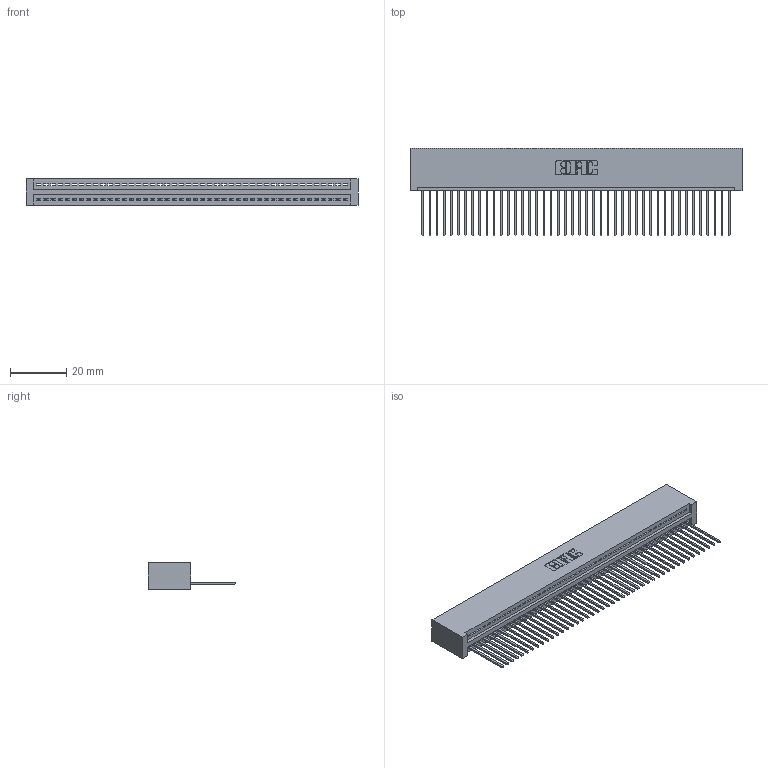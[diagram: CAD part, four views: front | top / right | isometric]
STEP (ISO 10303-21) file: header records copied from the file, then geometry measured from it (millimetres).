
FILE_DESCRIPTION (( 'STEP AP203' ), '1' );
FILE_NAME ('395-044-542-101.STEP', '2018-11-15T20:56:54', ( '' ), ( '' ), 'SwSTEP 2.0', 'SolidWorks 2016', '' );
FILE_SCHEMA (( 'CONFIG_CONTROL_DESIGN' ));
Length unit declared in the file: inch
Products named in the file (3): 395-044-542-101; 345-292-001_345-293-142; 345 Part_No Mounting Lugs
Assembly tree (45 placements, depth 2):
  395-044-542-101
    345 Part_No Mounting Lugs
    345-292-001_345-293-142  x44
Bounding box: 118.36 x 31.29 x 9.4 mm (x, y, z)
Volume: 11941 mm3; surface area: 16704.9 mm2
Topology: 45 solids, 45 shells, 2670 faces, 8061 edges, 5314 vertices
Faces by surface type: plane 1836, cylinder 834
Entity records: 32587 total; most frequent: CARTESIAN_POINT 5652, ORIENTED_EDGE 5630, DIRECTION 4927, EDGE_CURVE 2815, VECTOR 2515, LINE 2515, VERTEX_POINT 1874, AXIS2_PLACEMENT_3D 1206
